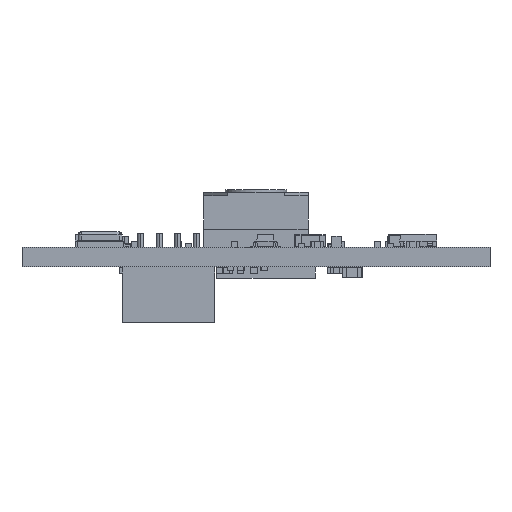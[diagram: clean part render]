
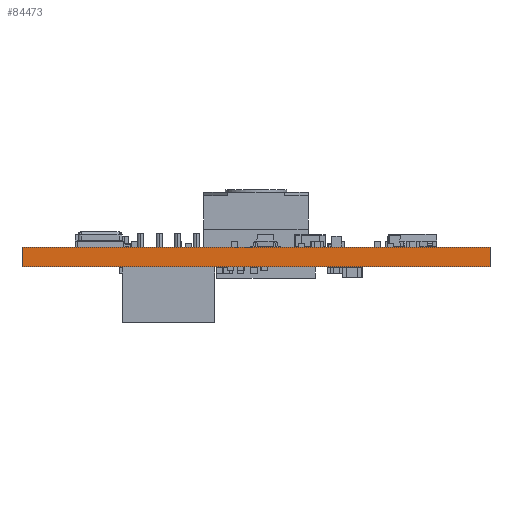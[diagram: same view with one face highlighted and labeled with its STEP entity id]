
A CAD part, front view. The second image highlights one B-rep face of the part: STEP entity #84473.
In plain terms, the highlighted planar face has unit normal (0, -1, 0).
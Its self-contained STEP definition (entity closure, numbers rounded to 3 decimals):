
#732 = VERTEX_POINT ( 'NONE', #97687 ) ;
#953 = LINE ( 'NONE', #64088, #52123 ) ;
#2776 = ORIENTED_EDGE ( 'NONE', *, *, #28045, .T. ) ;
#3000 = CARTESIAN_POINT ( 'NONE',  ( 37.999, 0., -1.6 ) ) ;
#8996 = LINE ( 'NONE', #13132, #48846 ) ;
#12064 = VERTEX_POINT ( 'NONE', #17479 ) ;
#13132 = CARTESIAN_POINT ( 'NONE',  ( 37.999, 0., 0. ) ) ;
#17479 = CARTESIAN_POINT ( 'NONE',  ( 37.999, 0., 0. ) ) ;
#27161 = ORIENTED_EDGE ( 'NONE', *, *, #49723, .T. ) ;
#28045 = EDGE_CURVE ( 'NONE', #12064, #81552, #8996, .T. ) ;
#29783 = LINE ( 'NONE', #3000, #109847 ) ;
#34262 = CARTESIAN_POINT ( 'NONE',  ( 0., 0., -1.6 ) ) ;
#41891 = PLANE ( 'NONE',  #73123 ) ;
#42466 = CARTESIAN_POINT ( 'NONE',  ( 37.999, 0., -1.6 ) ) ;
#47194 = CARTESIAN_POINT ( 'NONE',  ( 0., 0., 0. ) ) ;
#48846 = VECTOR ( 'NONE', #76269, 1000. ) ;
#49723 = EDGE_CURVE ( 'NONE', #732, #12064, #91720, .T. ) ;
#50269 = DIRECTION ( 'NONE',  ( 0., 0., -1. ) ) ;
#52123 = VECTOR ( 'NONE', #100620, 1000. ) ;
#52442 = ORIENTED_EDGE ( 'NONE', *, *, #115318, .F. ) ;
#64088 = CARTESIAN_POINT ( 'NONE',  ( 0., 0., -1.6 ) ) ;
#69295 = FACE_OUTER_BOUND ( 'NONE', #79771, .T. ) ;
#73123 = AXIS2_PLACEMENT_3D ( 'NONE', #42466, #78980, #50269 ) ;
#76269 = DIRECTION ( 'NONE',  ( -1., 0., 0. ) ) ;
#77484 = DIRECTION ( 'NONE',  ( -1., 0., 0. ) ) ;
#78980 = DIRECTION ( 'NONE',  ( 0., -1., 0. ) ) ;
#79771 = EDGE_LOOP ( 'NONE', ( #27161, #2776, #52442, #81844 ) ) ;
#81552 = VERTEX_POINT ( 'NONE', #47194 ) ;
#81844 = ORIENTED_EDGE ( 'NONE', *, *, #110345, .F. ) ;
#84473 = ADVANCED_FACE ( 'NONE', ( #69295 ), #41891, .T. ) ;
#87440 = VECTOR ( 'NONE', #92931, 1000. ) ;
#91720 = LINE ( 'NONE', #100137, #87440 ) ;
#92931 = DIRECTION ( 'NONE',  ( 0., 0., 1. ) ) ;
#97687 = CARTESIAN_POINT ( 'NONE',  ( 37.999, 0., -1.6 ) ) ;
#98073 = VERTEX_POINT ( 'NONE', #34262 ) ;
#100137 = CARTESIAN_POINT ( 'NONE',  ( 37.999, 0., -1.6 ) ) ;
#100620 = DIRECTION ( 'NONE',  ( 0., 0., 1. ) ) ;
#109847 = VECTOR ( 'NONE', #77484, 1000. ) ;
#110345 = EDGE_CURVE ( 'NONE', #732, #98073, #29783, .T. ) ;
#115318 = EDGE_CURVE ( 'NONE', #98073, #81552, #953, .T. ) ;
